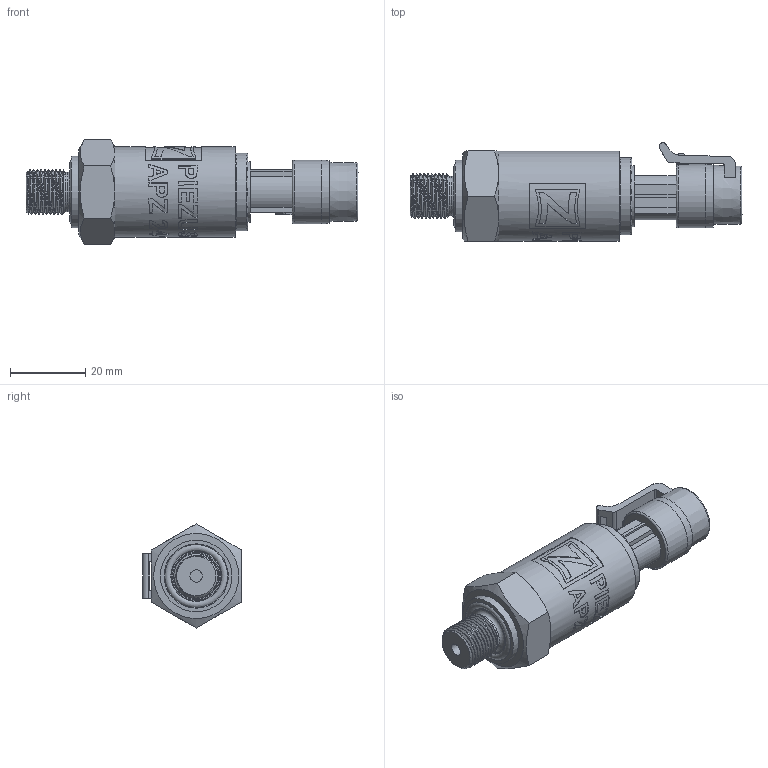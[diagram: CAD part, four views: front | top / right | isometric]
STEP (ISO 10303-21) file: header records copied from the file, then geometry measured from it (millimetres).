
FILE_DESCRIPTION(/* description */ (''),/* implementation_level */ '2;1');
FILE_NAME(/* name */ 'APZ2412_M12x1DIN_Packard.step',/* time_stamp */ '2021-06-11T16:56:36+03:00',/* author */ (''),/* organization */ (''),/* preprocessor_version */ 'ST-DEVELOPER v18.1',/* originating_system */ 'Autodesk Translation Framework v10.9.0.1377',/* authorisation */ '');
FILE_SCHEMA (('AUTOMOTIVE_DESIGN { 1 0 10303 214 3 1 1 }'));
Length unit declared in the file: millimetre
Products named in the file (4): APZ2412_M12x1DIN_Packard; M12x1 DIN; Packard male v12; Packard female v5
Assembly tree (3 placements, depth 2):
  APZ2412_M12x1DIN_Packard
    M12x1 DIN
    Packard male v12
    Packard female v5
Bounding box: 88.28 x 26.21 x 27.71 mm (x, y, z)
Volume: 26374.8 mm3; surface area: 13117.9 mm2
Topology: 11 solids, 11 shells, 502 faces, 1296 edges, 861 vertices
Faces by surface type: bspline 210, plane 172, cylinder 79, cone 27, torus 14
Full cylindrical faces by diameter (mm): 1.5 x3, 3.3 x1, 10.123 x1, 10.5 x1, 10.741 x9, 11.884 x8, 12 x1, 12.623 x2, 13.5 x1, 13.9 x1, 16.2 x1, 16.7 x1, 16.9 x1, 18 x2, 18.3 x1, 19 x1, 20 x2, 20.5 x1, 24 x1
Entity records: 27060 total; most frequent: CARTESIAN_POINT 15718, ORIENTED_EDGE 2592, DIRECTION 1797, EDGE_CURVE 1296, VERTEX_POINT 861, LINE 657, VECTOR 657, AXIS2_PLACEMENT_3D 570
